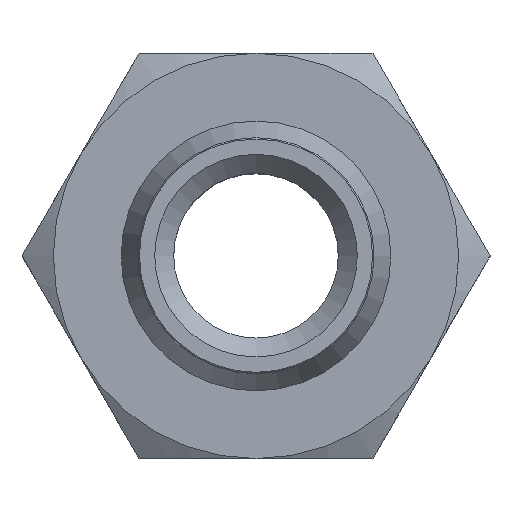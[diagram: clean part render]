
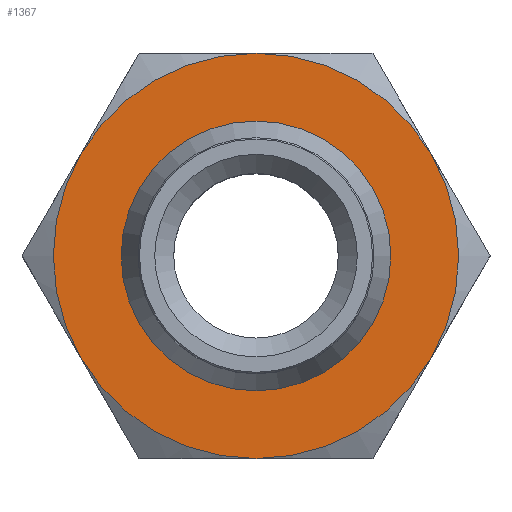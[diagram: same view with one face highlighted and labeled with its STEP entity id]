
A CAD part, top view. The second image highlights one B-rep face of the part: STEP entity #1367.
In plain terms, the highlighted planar face has unit normal (0, 0, 1).
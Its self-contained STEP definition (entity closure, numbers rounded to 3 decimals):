
#627=PLANE('',#1284);
#661=ORIENTED_EDGE('',*,*,#830,.F.);
#662=ORIENTED_EDGE('',*,*,#829,.F.);
#663=ORIENTED_EDGE('',*,*,#831,.F.);
#664=ORIENTED_EDGE('',*,*,#832,.F.);
#665=ORIENTED_EDGE('',*,*,#833,.F.);
#666=ORIENTED_EDGE('',*,*,#834,.F.);
#667=ORIENTED_EDGE('',*,*,#835,.F.);
#754=CIRCLE('',#1283,16.);
#755=CIRCLE('',#1285,16.);
#756=CIRCLE('',#1286,16.);
#757=CIRCLE('',#1287,16.);
#758=CIRCLE('',#1288,16.);
#759=CIRCLE('',#1289,16.);
#760=CIRCLE('',#1290,10.65);
#784=VERTEX_POINT('',#1163);
#785=VERTEX_POINT('',#1167);
#788=VERTEX_POINT('',#1177);
#789=VERTEX_POINT('',#1179);
#790=VERTEX_POINT('',#1181);
#791=VERTEX_POINT('',#1183);
#792=VERTEX_POINT('',#1186);
#829=EDGE_CURVE('',#784,#785,#754,.T.);
#830=EDGE_CURVE('',#785,#788,#755,.T.);
#831=EDGE_CURVE('',#789,#784,#756,.T.);
#832=EDGE_CURVE('',#790,#789,#757,.T.);
#833=EDGE_CURVE('',#791,#790,#758,.T.);
#834=EDGE_CURVE('',#788,#791,#759,.T.);
#835=EDGE_CURVE('',#792,#792,#760,.T.);
#874=EDGE_LOOP('',(#661,#662,#663,#664,#665,#666));
#875=EDGE_LOOP('',(#667));
#922=FACE_BOUND('',#874,.T.);
#923=FACE_BOUND('',#875,.T.);
#1009=DIRECTION('',(0.,0.,-1.));
#1010=DIRECTION('',(0.,-16.,0.));
#1011=DIRECTION('',(0.,0.,1.));
#1012=DIRECTION('',(0.,-1.,0.));
#1013=DIRECTION('',(0.,0.,-1.));
#1014=DIRECTION('',(0.,-16.,0.));
#1015=DIRECTION('',(0.,0.,-1.));
#1016=DIRECTION('',(0.,-16.,0.));
#1017=DIRECTION('',(0.,0.,-1.));
#1018=DIRECTION('',(0.,-16.,0.));
#1019=DIRECTION('',(0.,0.,-1.));
#1020=DIRECTION('',(0.,-16.,0.));
#1021=DIRECTION('',(0.,0.,-1.));
#1022=DIRECTION('',(0.,-16.,0.));
#1023=DIRECTION('',(0.,0.,1.));
#1024=DIRECTION('',(0.,-10.65,0.));
#1163=CARTESIAN_POINT('',(-25.151,32.223,32.08));
#1167=CARTESIAN_POINT('',(-25.151,16.223,32.08));
#1175=CARTESIAN_POINT('',(-39.007,24.223,32.08));
#1176=CARTESIAN_POINT('',(-48.245,40.223,32.08));
#1177=CARTESIAN_POINT('',(-39.007,8.223,32.08));
#1178=CARTESIAN_POINT('',(-39.007,24.223,32.08));
#1179=CARTESIAN_POINT('',(-39.007,40.223,32.08));
#1180=CARTESIAN_POINT('',(-39.007,24.223,32.08));
#1181=CARTESIAN_POINT('',(-52.864,32.223,32.08));
#1182=CARTESIAN_POINT('',(-39.007,24.223,32.08));
#1183=CARTESIAN_POINT('',(-52.864,16.223,32.08));
#1184=CARTESIAN_POINT('',(-39.007,24.223,32.08));
#1185=CARTESIAN_POINT('',(-39.007,24.223,32.08));
#1186=CARTESIAN_POINT('',(-39.007,13.573,32.08));
#1187=CARTESIAN_POINT('',(-39.007,24.223,32.08));
#1283=AXIS2_PLACEMENT_3D('',#1175,#1009,#1010);
#1284=AXIS2_PLACEMENT_3D('',#1176,#1011,#1012);
#1285=AXIS2_PLACEMENT_3D('',#1178,#1013,#1014);
#1286=AXIS2_PLACEMENT_3D('',#1180,#1015,#1016);
#1287=AXIS2_PLACEMENT_3D('',#1182,#1017,#1018);
#1288=AXIS2_PLACEMENT_3D('',#1184,#1019,#1020);
#1289=AXIS2_PLACEMENT_3D('',#1185,#1021,#1022);
#1290=AXIS2_PLACEMENT_3D('',#1187,#1023,#1024);
#1367=ADVANCED_FACE('',(#922,#923),#627,.T.);
